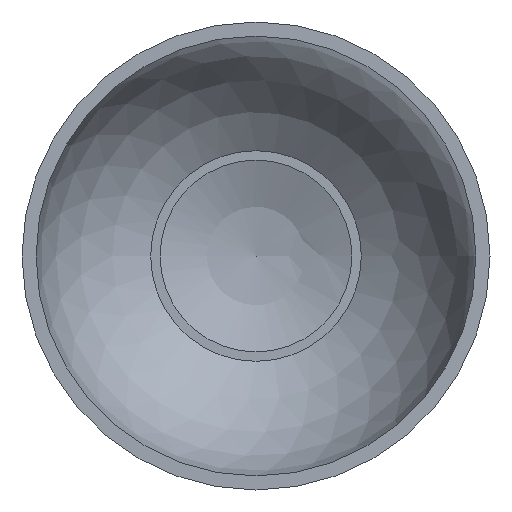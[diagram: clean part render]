
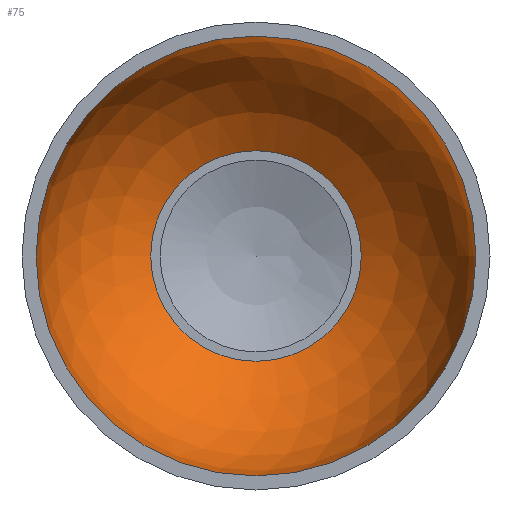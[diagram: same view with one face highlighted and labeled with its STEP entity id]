
A CAD part, front view. The second image highlights one B-rep face of the part: STEP entity #75.
In plain terms, the highlighted spherical face has radius 119.38 mm.
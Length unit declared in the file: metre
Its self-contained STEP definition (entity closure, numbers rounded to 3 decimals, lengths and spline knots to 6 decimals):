
#15=SPHERICAL_SURFACE('',#97,0.11938);
#20=ORIENTED_EDGE('',*,*,#31,.T.);
#21=ORIENTED_EDGE('',*,*,#29,.T.);
#29=EDGE_CURVE('',#35,#35,#41,.T.);
#31=EDGE_CURVE('',#37,#37,#43,.F.);
#35=VERTEX_POINT('',#137);
#37=VERTEX_POINT('',#143);
#41=CIRCLE('',#94,0.11938);
#43=CIRCLE('',#98,0.05715);
#50=EDGE_LOOP('',(#20));
#51=EDGE_LOOP('',(#21));
#62=FACE_BOUND('',#50,.T.);
#63=FACE_BOUND('',#51,.T.);
#75=ADVANCED_FACE('',(#62,#63),#15,.F.);
#94=AXIS2_PLACEMENT_3D('',#136,#110,#111);
#97=AXIS2_PLACEMENT_3D('',#141,#116,#117);
#98=AXIS2_PLACEMENT_3D('',#142,#118,#119);
#110=DIRECTION('',(0.,-1.,0.));
#111=DIRECTION('',(1.,0.,0.));
#116=DIRECTION('',(0.,-1.,0.));
#117=DIRECTION('',(1.,0.,0.));
#118=DIRECTION('',(0.,-1.,0.));
#119=DIRECTION('',(0.,0.,-1.));
#136=CARTESIAN_POINT('',(0.,0.,0.));
#137=CARTESIAN_POINT('',(0.11938,0.,0.));
#141=CARTESIAN_POINT('',(0.,0.,0.));
#142=CARTESIAN_POINT('',(0.,0.104812,0.));
#143=CARTESIAN_POINT('',(0.,0.104812,-0.05715));
